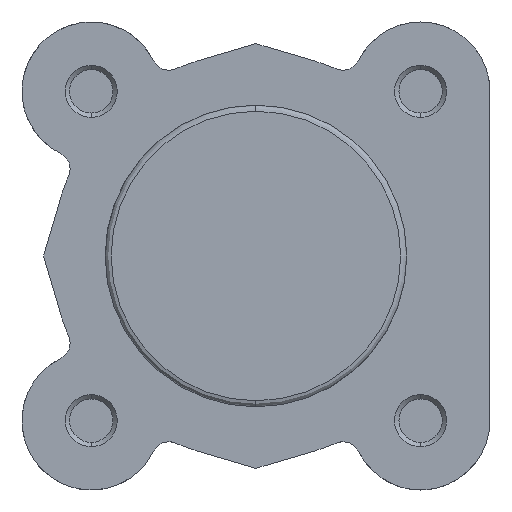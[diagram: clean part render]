
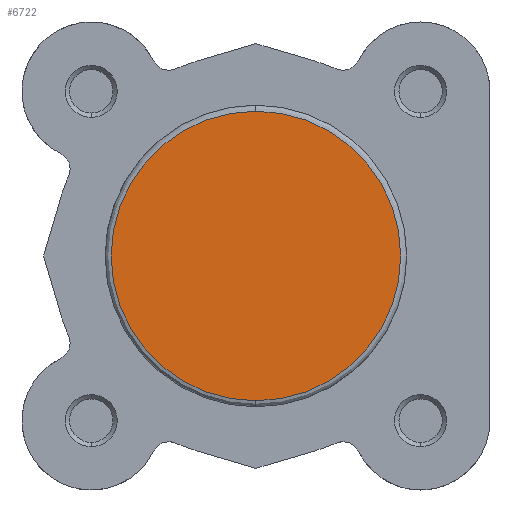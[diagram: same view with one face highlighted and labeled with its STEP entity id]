
A CAD part, left-side view. The second image highlights one B-rep face of the part: STEP entity #6722.
In plain terms, the highlighted planar face has unit normal (-1, 0, 0).
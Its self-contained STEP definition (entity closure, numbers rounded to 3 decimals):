
#26 = EDGE_CURVE ( 'NONE', #5276, #5280, #5117, .T. ) ;
#99 = EDGE_CURVE ( 'NONE', #5280, #5276, #1663, .T. ) ;
#230 = AXIS2_PLACEMENT_3D ( 'NONE', #5660, #5661, #5662 ) ;
#267 = AXIS2_PLACEMENT_3D ( 'NONE', #5847, #5848, #5849 ) ;
#637 = AXIS2_PLACEMENT_3D ( 'NONE', #4235, #4238, #4239 ) ;
#814 = EDGE_LOOP ( 'NONE', ( #1546, #1545 ) ) ;
#1545 = ORIENTED_EDGE ( 'NONE', *, *, #99, .T. ) ;
#1546 = ORIENTED_EDGE ( 'NONE', *, *, #26, .T. ) ;
#1663 = CIRCLE ( 'NONE', #267, 16.7 ) ;
#2634 = FACE_OUTER_BOUND ( 'NONE', #814, .T. ) ;
#4235 = CARTESIAN_POINT ( 'NONE',  ( 0., -17.4, 0. ) ) ;
#4236 = PLANE ( 'NONE',  #637 ) ;
#4238 = DIRECTION ( 'NONE',  ( -1., 0., 0. ) ) ;
#4239 = DIRECTION ( 'NONE',  ( 0., 0., 1. ) ) ;
#5117 = CIRCLE ( 'NONE', #230, 16.7 ) ;
#5276 = VERTEX_POINT ( 'NONE', #6157 ) ;
#5280 = VERTEX_POINT ( 'NONE', #6160 ) ;
#5660 = CARTESIAN_POINT ( 'NONE',  ( 0., 0., 0. ) ) ;
#5661 = DIRECTION ( 'NONE',  ( -1., 0., 0. ) ) ;
#5662 = DIRECTION ( 'NONE',  ( 0., 0., 1. ) ) ;
#5847 = CARTESIAN_POINT ( 'NONE',  ( 0., 0., 0. ) ) ;
#5848 = DIRECTION ( 'NONE',  ( -1., 0., 0. ) ) ;
#5849 = DIRECTION ( 'NONE',  ( 0., 0., 1. ) ) ;
#6157 = CARTESIAN_POINT ( 'NONE',  ( 0., 0., 16.7 ) ) ;
#6160 = CARTESIAN_POINT ( 'NONE',  ( 0., 0., -16.7 ) ) ;
#6722 = ADVANCED_FACE ( 'NONE', ( #2634 ), #4236, .T. ) ;
